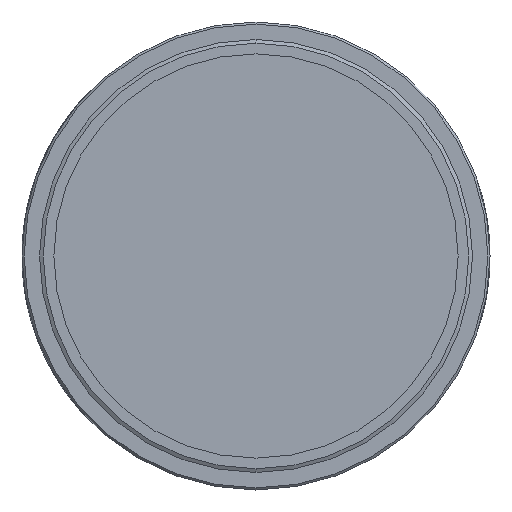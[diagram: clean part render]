
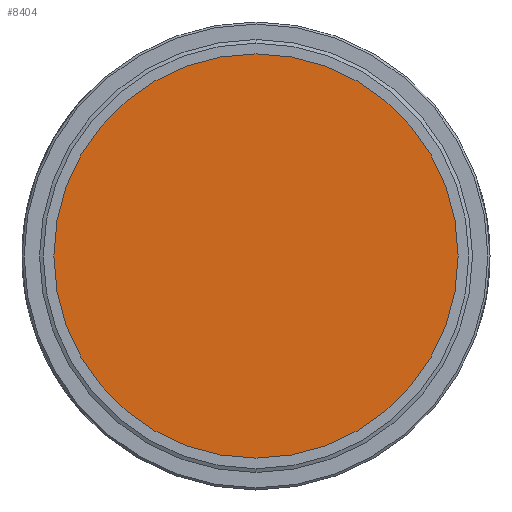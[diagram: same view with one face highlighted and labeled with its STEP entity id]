
A CAD part, left-side view. The second image highlights one B-rep face of the part: STEP entity #8404.
In plain terms, the highlighted planar face has unit normal (-1, 0, 0).
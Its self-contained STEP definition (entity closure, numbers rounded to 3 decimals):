
#371 = VERTEX_POINT ( 'NONE', #14628 ) ;
#720 = AXIS2_PLACEMENT_3D ( 'NONE', #4230, #8097, #2963 ) ;
#2364 = ORIENTED_EDGE ( 'NONE', *, *, #6139, .F. ) ;
#2623 = AXIS2_PLACEMENT_3D ( 'NONE', #6254, #11412, #12758 ) ;
#2635 = CARTESIAN_POINT ( 'NONE',  ( -2.667, 24.577, 6.411 ) ) ;
#2963 = DIRECTION ( 'NONE',  ( 0., -0.968, -0.252 ) ) ;
#4230 = CARTESIAN_POINT ( 'NONE',  ( -2.667, 0., 0. ) ) ;
#4392 = EDGE_LOOP ( 'NONE', ( #2364, #11830 ) ) ;
#6139 = EDGE_CURVE ( 'NONE', #371, #6819, #7473, .T. ) ;
#6254 = CARTESIAN_POINT ( 'NONE',  ( -2.667, 0., 0. ) ) ;
#6819 = VERTEX_POINT ( 'NONE', #2635 ) ;
#7038 = FACE_OUTER_BOUND ( 'NONE', #4392, .T. ) ;
#7473 = CIRCLE ( 'NONE', #2623, 25.4 ) ;
#8097 = DIRECTION ( 'NONE',  ( 1., 0., 0. ) ) ;
#8404 = ADVANCED_FACE ( 'NONE', ( #7038 ), #9699, .F. ) ;
#8410 = DIRECTION ( 'NONE',  ( 0., -0.968, -0.252 ) ) ;
#9699 = PLANE ( 'NONE',  #13689 ) ;
#11036 = EDGE_CURVE ( 'NONE', #6819, #371, #15445, .T. ) ;
#11047 = CARTESIAN_POINT ( 'NONE',  ( -2.667, 0., 0. ) ) ;
#11412 = DIRECTION ( 'NONE',  ( 1., 0., 0. ) ) ;
#11830 = ORIENTED_EDGE ( 'NONE', *, *, #11036, .F. ) ;
#12758 = DIRECTION ( 'NONE',  ( 0., -0.968, -0.252 ) ) ;
#13552 = DIRECTION ( 'NONE',  ( 1., 0., 0. ) ) ;
#13689 = AXIS2_PLACEMENT_3D ( 'NONE', #11047, #13552, #8410 ) ;
#14628 = CARTESIAN_POINT ( 'NONE',  ( -2.667, -24.577, -6.411 ) ) ;
#15445 = CIRCLE ( 'NONE', #720, 25.4 ) ;
